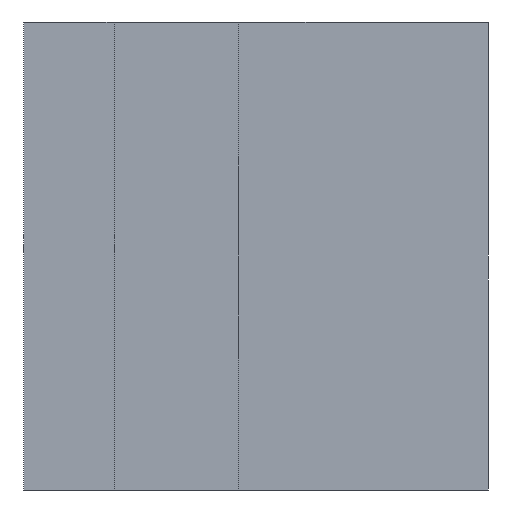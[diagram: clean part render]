
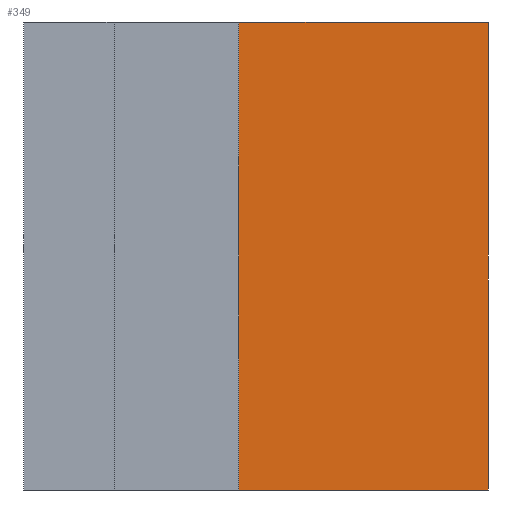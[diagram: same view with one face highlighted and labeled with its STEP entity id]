
A CAD part, left-side view. The second image highlights one B-rep face of the part: STEP entity #349.
In plain terms, the highlighted planar face has unit normal (-1, 0, 0).
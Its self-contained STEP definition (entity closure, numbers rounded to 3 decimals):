
#28=PLANE('',#384);
#47=FACE_OUTER_BOUND('',#67,.T.);
#67=EDGE_LOOP('',(#295,#296,#297,#298));
#75=LINE('',#493,#119);
#108=LINE('',#559,#152);
#109=LINE('',#561,#153);
#110=LINE('',#562,#154);
#119=VECTOR('',#406,10.);
#152=VECTOR('',#459,10.);
#153=VECTOR('',#462,10.);
#154=VECTOR('',#463,10.);
#167=VERTEX_POINT('',#490);
#168=VERTEX_POINT('',#492);
#190=VERTEX_POINT('',#555);
#191=VERTEX_POINT('',#557);
#200=EDGE_CURVE('',#167,#168,#75,.T.);
#233=EDGE_CURVE('',#190,#191,#108,.T.);
#234=EDGE_CURVE('',#167,#190,#109,.T.);
#235=EDGE_CURVE('',#168,#191,#110,.T.);
#295=ORIENTED_EDGE('',*,*,#234,.T.);
#296=ORIENTED_EDGE('',*,*,#233,.T.);
#297=ORIENTED_EDGE('',*,*,#235,.F.);
#298=ORIENTED_EDGE('',*,*,#200,.F.);
#349=ADVANCED_FACE('',(#47),#28,.T.);
#384=AXIS2_PLACEMENT_3D('',#560,#460,#461);
#406=DIRECTION('',(0.,0.,1.));
#459=DIRECTION('',(0.,0.,1.));
#460=DIRECTION('center_axis',(-1.,0.,0.));
#461=DIRECTION('ref_axis',(0.,-1.,0.));
#462=DIRECTION('',(0.,-1.,0.));
#463=DIRECTION('',(0.,-1.,0.));
#490=CARTESIAN_POINT('',(0.,8.,0.));
#492=CARTESIAN_POINT('',(0.,8.,15.));
#493=CARTESIAN_POINT('',(0.,8.,0.));
#555=CARTESIAN_POINT('',(0.,0.,0.));
#557=CARTESIAN_POINT('',(0.,0.,15.));
#559=CARTESIAN_POINT('',(0.,0.,0.));
#560=CARTESIAN_POINT('Origin',(0.,8.,0.));
#561=CARTESIAN_POINT('',(0.,8.,0.));
#562=CARTESIAN_POINT('',(0.,8.,15.));
